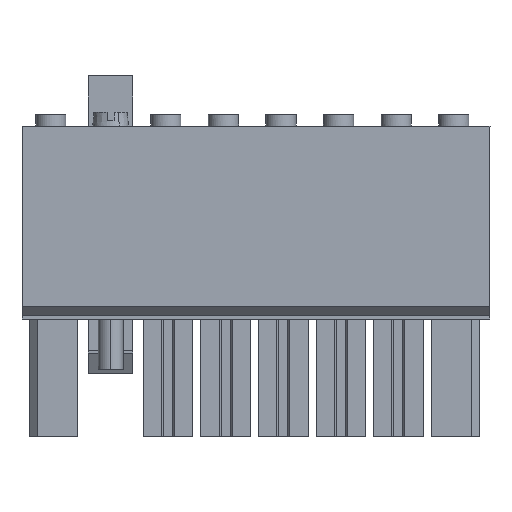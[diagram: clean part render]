
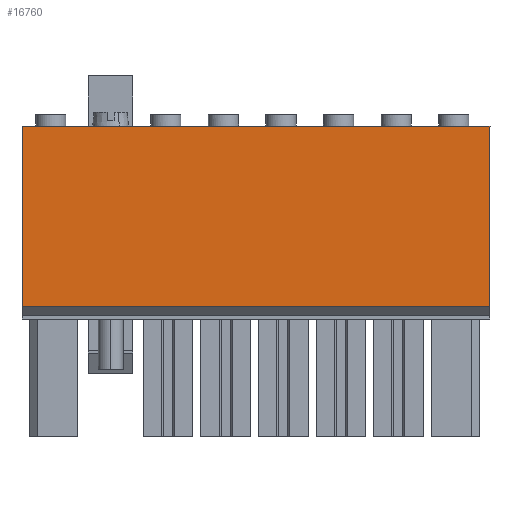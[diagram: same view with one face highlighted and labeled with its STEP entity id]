
A CAD part, front view. The second image highlights one B-rep face of the part: STEP entity #16760.
In plain terms, the highlighted planar face has unit normal (0, -1, 0).
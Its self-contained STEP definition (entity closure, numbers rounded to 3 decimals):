
#16733=AXIS2_PLACEMENT_3D('Plane Axis2P3D',#16730,#16731,#16732) ;
#16707=CARTESIAN_POINT('Vertex',(61.96,0.,17.2)) ;
#16710=CARTESIAN_POINT('Line Origine',(30.98,0.,17.2)) ;
#16714=CARTESIAN_POINT('Vertex',(0.,0.,17.2)) ;
#16730=CARTESIAN_POINT('Axis2P3D Location',(30.48,0.,17.2)) ;
#16735=CARTESIAN_POINT('Line Origine',(61.96,0.,29.125)) ;
#16739=CARTESIAN_POINT('Vertex',(61.96,0.,41.05)) ;
#16742=CARTESIAN_POINT('Line Origine',(30.98,0.,41.05)) ;
#16746=CARTESIAN_POINT('Vertex',(0.,0.,41.05)) ;
#16749=CARTESIAN_POINT('Line Origine',(0.,0.,29.125)) ;
#16711=DIRECTION('Vector Direction',(1.,0.,0.)) ;
#16731=DIRECTION('Axis2P3D Direction',(0.,1.,0.)) ;
#16732=DIRECTION('Axis2P3D XDirection',(0.,0.,1.)) ;
#16736=DIRECTION('Vector Direction',(0.,0.,1.)) ;
#16743=DIRECTION('Vector Direction',(1.,0.,0.)) ;
#16750=DIRECTION('Vector Direction',(0.,0.,1.)) ;
#16712=VECTOR('Line Direction',#16711,1.) ;
#16737=VECTOR('Line Direction',#16736,1.) ;
#16744=VECTOR('Line Direction',#16743,1.) ;
#16751=VECTOR('Line Direction',#16750,1.) ;
#16755=ORIENTED_EDGE('',*,*,#16716,.T.) ;
#16756=ORIENTED_EDGE('',*,*,#16741,.T.) ;
#16757=ORIENTED_EDGE('',*,*,#16748,.F.) ;
#16758=ORIENTED_EDGE('',*,*,#16753,.F.) ;
#16760=ADVANCED_FACE('HOUSING',(#16759),#16734,.F.) ;
#16716=EDGE_CURVE('',#16715,#16708,#16713,.T.) ;
#16741=EDGE_CURVE('',#16708,#16740,#16738,.T.) ;
#16748=EDGE_CURVE('',#16747,#16740,#16745,.T.) ;
#16753=EDGE_CURVE('',#16715,#16747,#16752,.T.) ;
#16754=EDGE_LOOP('',(#16755,#16756,#16757,#16758)) ;
#16759=FACE_OUTER_BOUND('',#16754,.T.) ;
#16713=LINE('Line',#16710,#16712) ;
#16738=LINE('Line',#16735,#16737) ;
#16745=LINE('Line',#16742,#16744) ;
#16752=LINE('Line',#16749,#16751) ;
#16734=PLANE('',#16733) ;
#16708=VERTEX_POINT('',#16707) ;
#16715=VERTEX_POINT('',#16714) ;
#16740=VERTEX_POINT('',#16739) ;
#16747=VERTEX_POINT('',#16746) ;
